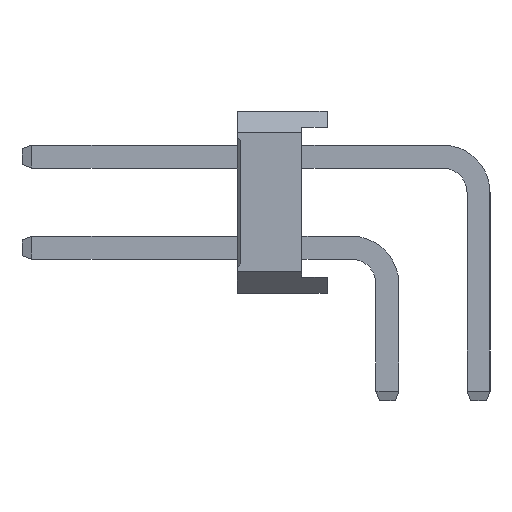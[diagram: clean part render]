
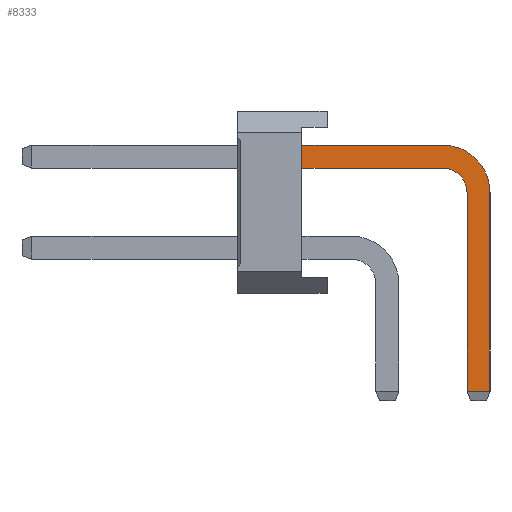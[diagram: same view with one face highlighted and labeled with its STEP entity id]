
A CAD part, left-side view. The second image highlights one B-rep face of the part: STEP entity #8333.
In plain terms, the highlighted planar face has unit normal (-1, 0, 0).
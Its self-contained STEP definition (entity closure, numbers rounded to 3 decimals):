
#8333=ADVANCED_FACE('',(#27112),#27114,.T.);
#27112=FACE_BOUND('',#27113,.T.);
#27113=EDGE_LOOP('',(#41931,#41932,#41933,#41934,#41935,#41936,#41937,#41938));
#27114=PLANE('',#27115);
#27115=AXIS2_PLACEMENT_3D('',#27116,#27117,#27118);
#27116=CARTESIAN_POINT('',(-0.32,-2.22,-3.));
#27117=DIRECTION('',(-1.,0.,0.));
#27118=DIRECTION('',(0.,-1.,0.));
#41931=ORIENTED_EDGE('',*,*,#50994,.T.);
#41932=ORIENTED_EDGE('',*,*,#50995,.T.);
#41933=ORIENTED_EDGE('',*,*,#50996,.T.);
#41934=ORIENTED_EDGE('',*,*,#50997,.T.);
#41935=ORIENTED_EDGE('',*,*,#48621,.T.);
#41936=ORIENTED_EDGE('',*,*,#50993,.F.);
#41937=ORIENTED_EDGE('',*,*,#50998,.F.);
#41938=ORIENTED_EDGE('',*,*,#50999,.F.);
#48621=EDGE_CURVE('',#55262,#55260,#55263,.T.);
#50993=EDGE_CURVE('',#59008,#55260,#59010,.T.);
#50994=EDGE_CURVE('',#59011,#59012,#59013,.T.);
#50995=EDGE_CURVE('',#59012,#59014,#59015,.T.);
#50996=EDGE_CURVE('',#59014,#59016,#59017,.T.);
#50997=EDGE_CURVE('',#59016,#55262,#59018,.T.);
#50998=EDGE_CURVE('',#59019,#59008,#59020,.T.);
#50999=EDGE_CURVE('',#59011,#59019,#59021,.T.);
#55260=VERTEX_POINT('',#66480);
#55262=VERTEX_POINT('',#66484);
#55263=LINE('',#66485,#66486);
#59008=VERTEX_POINT('',#75126);
#59010=LINE('',#75130,#75131);
#59011=VERTEX_POINT('',#75133);
#59012=VERTEX_POINT('',#75134);
#59013=LINE('',#75135,#75136);
#59014=VERTEX_POINT('',#75138);
#59015=LINE('',#75139,#75140);
#59016=VERTEX_POINT('',#75142);
#59017=CIRCLE('',#75143,1.32);
#59018=LINE('',#75147,#75148);
#59019=VERTEX_POINT('',#75150);
#59020=CIRCLE('',#75151,0.68);
#59021=LINE('',#75155,#75156);
#66480=CARTESIAN_POINT('',(-0.32,2.38,3.49));
#66484=CARTESIAN_POINT('',(-0.32,2.38,4.13));
#66485=CARTESIAN_POINT('',(-0.32,2.38,4.13));
#66486=VECTOR('',#66487,1.);
#66487=DIRECTION('',(0.,0.,-1.));
#75126=CARTESIAN_POINT('',(-0.32,-1.54,3.49));
#75130=CARTESIAN_POINT('',(-0.32,-1.54,3.49));
#75131=VECTOR('',#75132,1.);
#75132=DIRECTION('',(0.,1.,0.));
#75133=CARTESIAN_POINT('',(-0.32,-2.22,-2.725));
#75134=CARTESIAN_POINT('',(-0.32,-2.86,-2.725));
#75135=CARTESIAN_POINT('',(-0.32,-2.22,-2.725));
#75136=VECTOR('',#75137,1.);
#75137=DIRECTION('',(0.,-1.,0.));
#75138=CARTESIAN_POINT('',(-0.32,-2.86,2.81));
#75139=CARTESIAN_POINT('',(-0.32,-2.86,-2.725));
#75140=VECTOR('',#75141,1.);
#75141=DIRECTION('',(0.,0.,1.));
#75142=CARTESIAN_POINT('',(-0.32,-1.54,4.13));
#75143=AXIS2_PLACEMENT_3D('',#75144,#75145,#75146);
#75144=CARTESIAN_POINT('',(-0.32,-1.54,2.81));
#75145=DIRECTION('',(-1.,0.,0.));
#75146=DIRECTION('',(0.,-1.,0.));
#75147=CARTESIAN_POINT('',(-0.32,-1.54,4.13));
#75148=VECTOR('',#75149,1.);
#75149=DIRECTION('',(0.,1.,0.));
#75150=CARTESIAN_POINT('',(-0.32,-2.22,2.81));
#75151=AXIS2_PLACEMENT_3D('',#75152,#75153,#75154);
#75152=CARTESIAN_POINT('',(-0.32,-1.54,2.81));
#75153=DIRECTION('',(-1.,0.,0.));
#75154=DIRECTION('',(0.,-1.,0.));
#75155=CARTESIAN_POINT('',(-0.32,-2.22,-2.725));
#75156=VECTOR('',#75157,1.);
#75157=DIRECTION('',(0.,0.,1.));
